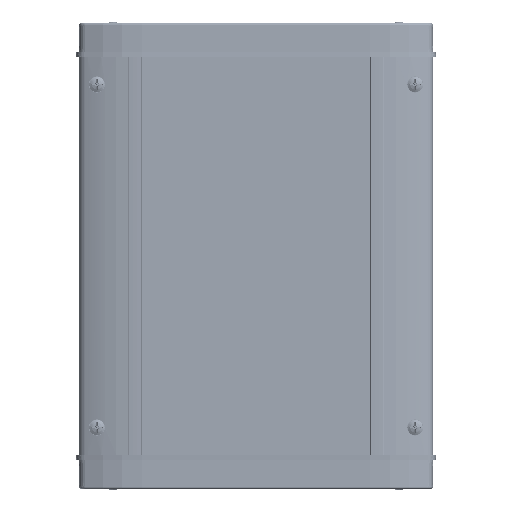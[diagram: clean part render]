
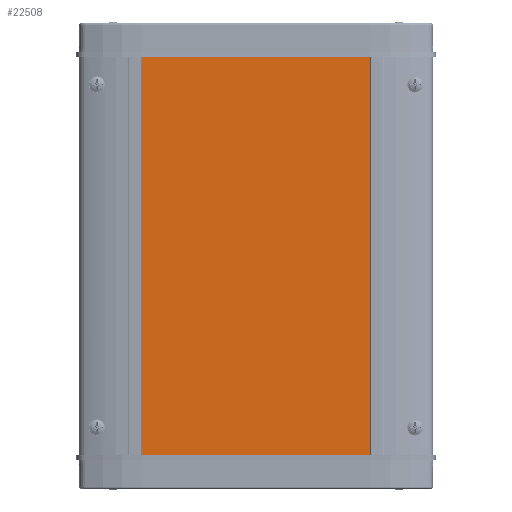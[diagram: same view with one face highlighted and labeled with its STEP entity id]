
A CAD part, left-side view. The second image highlights one B-rep face of the part: STEP entity #22508.
In plain terms, the highlighted planar face has unit normal (-1, 0, 0).
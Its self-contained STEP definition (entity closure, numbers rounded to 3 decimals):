
#742=PLANE('',#23974);
#1897=LINE('',#33023,#3803);
#1913=LINE('',#33110,#3819);
#2268=LINE('',#33862,#4174);
#2269=LINE('',#33864,#4175);
#3803=VECTOR('',#26176,10.);
#3819=VECTOR('',#26250,10.);
#4174=VECTOR('',#26895,10.);
#4175=VECTOR('',#26898,10.);
#5647=FACE_OUTER_BOUND('',#6834,.T.);
#6834=EDGE_LOOP('',(#16394,#16395,#16396,#16397));
#9779=VERTEX_POINT('',#33020);
#9780=VERTEX_POINT('',#33022);
#9821=VERTEX_POINT('',#33107);
#9822=VERTEX_POINT('',#33109);
#12079=EDGE_CURVE('',#9780,#9779,#1897,.T.);
#12123=EDGE_CURVE('',#9822,#9821,#1913,.T.);
#12502=EDGE_CURVE('',#9780,#9821,#2268,.T.);
#12503=EDGE_CURVE('',#9779,#9822,#2269,.T.);
#16394=ORIENTED_EDGE('',*,*,#12079,.T.);
#16395=ORIENTED_EDGE('',*,*,#12503,.T.);
#16396=ORIENTED_EDGE('',*,*,#12123,.T.);
#16397=ORIENTED_EDGE('',*,*,#12502,.F.);
#22508=ADVANCED_FACE('',(#5647),#742,.T.);
#23974=AXIS2_PLACEMENT_3D('',#33863,#26896,#26897);
#26176=DIRECTION('',(0.,-1.,0.));
#26250=DIRECTION('',(0.,1.,0.));
#26895=DIRECTION('',(0.,0.,1.));
#26896=DIRECTION('center_axis',(-1.,0.,0.));
#26897=DIRECTION('ref_axis',(0.,0.,1.));
#26898=DIRECTION('',(0.,0.,1.));
#33020=CARTESIAN_POINT('',(2.,-60.075,-104.2));
#33022=CARTESIAN_POINT('',(2.,60.075,-104.2));
#33023=CARTESIAN_POINT('',(2.,19.963,-104.2));
#33107=CARTESIAN_POINT('',(2.,60.075,104.2));
#33109=CARTESIAN_POINT('',(2.,-60.075,104.2));
#33110=CARTESIAN_POINT('',(2.,-80.038,104.2));
#33862=CARTESIAN_POINT('',(2.,60.075,0.));
#33863=CARTESIAN_POINT('Origin',(2.,-60.075,0.));
#33864=CARTESIAN_POINT('',(2.,-60.075,0.));
